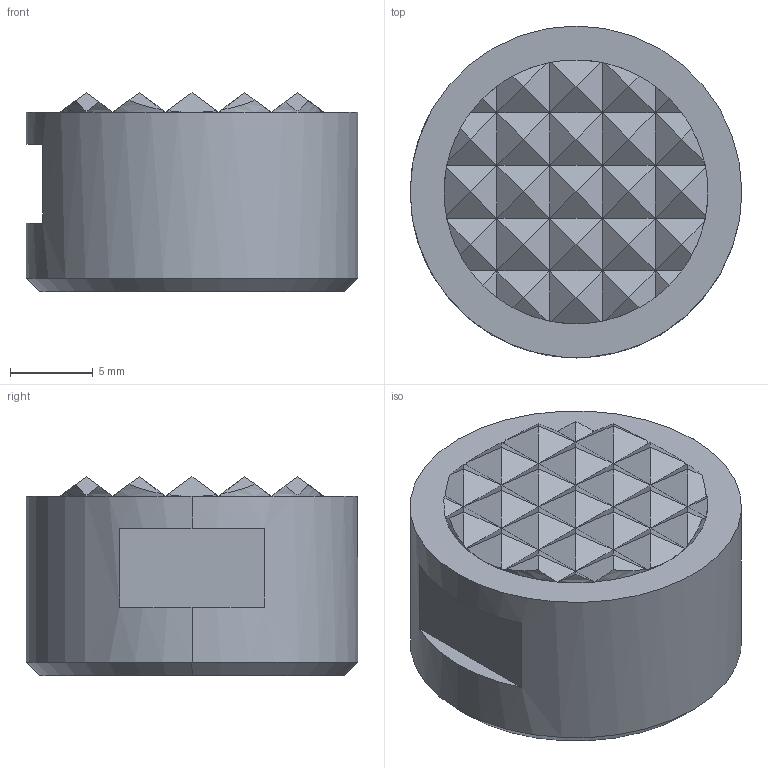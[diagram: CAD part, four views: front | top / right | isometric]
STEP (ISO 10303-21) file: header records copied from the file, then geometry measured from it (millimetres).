
FILE_DESCRIPTION(('STEP AP214'),'1');
FILE_NAME(' ',' ',('TraceParts'),('TraceParts S.A.'),'XStep 1.0',' ',' ');
FILE_SCHEMA(('automotive_design'));
Length unit declared in the file: millimetre
Products named in the file (1): 1
Bounding box: 20 x 20 x 12 mm (x, y, z)
Volume: 3259.1 mm3; surface area: 1481.3 mm2
Topology: 1 solids, 1 shells, 126 faces, 228 edges, 106 vertices
Faces by surface type: plane 98, cylinder 24, cone 4
Entity records: 5617 total; most frequent: DIRECTION 569, STYLED_ITEM 461, PRESENTATION_STYLE_ASSIGNMENT 461, CARTESIAN_POINT 461, COLOUR_RGB 461, ORIENTED_EDGE 456, EDGE_CURVE 228, CURVE_STYLE 228
